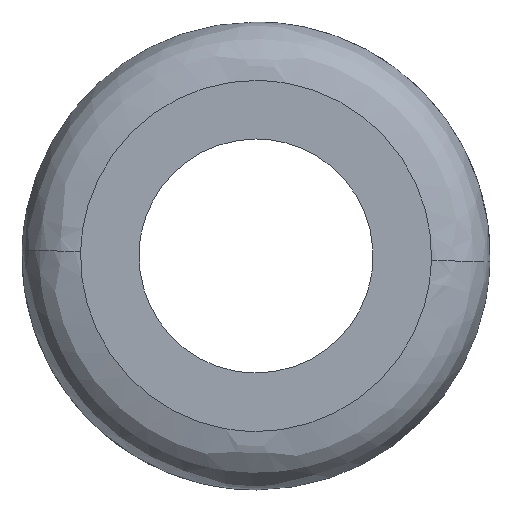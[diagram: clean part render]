
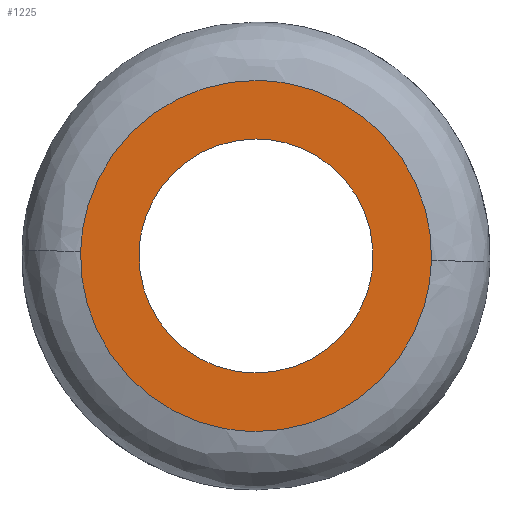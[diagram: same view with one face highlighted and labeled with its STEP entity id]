
A CAD part, front view. The second image highlights one B-rep face of the part: STEP entity #1225.
In plain terms, the highlighted free-form (B-spline) face has degree [1, 1] with [2, 2] control points.
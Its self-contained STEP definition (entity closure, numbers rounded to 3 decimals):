
#703=CARTESIAN_POINT('',(7.944,0.,-0.944));
#704=VERTEX_POINT('',#703);
#710=CARTESIAN_POINT('',(0.0,0.,8.0));
#711=VERTEX_POINT('',#710);
#712=CARTESIAN_POINT('',(7.944,0.,-0.944));
#713=CARTESIAN_POINT('',(8.0,0.,-0.474));
#714=CARTESIAN_POINT('',(8.0,0.,0.));
#715=CARTESIAN_POINT('',(8.0,0.,8.0));
#716=CARTESIAN_POINT('',(0.0,0.,8.0));
#724=(BOUNDED_CURVE()B_SPLINE_CURVE(2,(#712,#713,#714,#715,#716),.UNSPECIFIED.,.F.,.U.)B_SPLINE_CURVE_WITH_KNOTS((3,2,3),(0.23,0.25,0.5),.UNSPECIFIED.)CURVE()GEOMETRIC_REPRESENTATION_ITEM()RATIONAL_B_SPLINE_CURVE((0.956,0.976,1.0,0.707,1.0))REPRESENTATION_ITEM(''));
#725=EDGE_CURVE('',#704,#711,#724,.T.);
#727=CARTESIAN_POINT('',(-7.985,0.,0.488));
#728=VERTEX_POINT('',#727);
#729=CARTESIAN_POINT('',(0.0,0.,8.0));
#730=CARTESIAN_POINT('',(-7.526,0.,8.0));
#731=CARTESIAN_POINT('',(-7.985,0.,0.488));
#739=(BOUNDED_CURVE()B_SPLINE_CURVE(2,(#729,#730,#731),.UNSPECIFIED.,.F.,.U.)B_SPLINE_CURVE_WITH_KNOTS((3,3),(0.5,0.739),.UNSPECIFIED.)CURVE()GEOMETRIC_REPRESENTATION_ITEM()RATIONAL_B_SPLINE_CURVE((1.0,0.72,0.976))REPRESENTATION_ITEM(''));
#740=EDGE_CURVE('',#711,#728,#739,.T.);
#814=CARTESIAN_POINT('',(0.0,0.,-8.0));
#815=VERTEX_POINT('',#814);
#816=CARTESIAN_POINT('',(-7.985,0.,0.488));
#817=CARTESIAN_POINT('',(-8.0,0.,0.244));
#818=CARTESIAN_POINT('',(-8.0,0.,0.));
#819=CARTESIAN_POINT('',(-8.0,0.,-8.0));
#820=CARTESIAN_POINT('',(0.0,0.,-8.0));
#828=(BOUNDED_CURVE()B_SPLINE_CURVE(2,(#816,#817,#818,#819,#820),.UNSPECIFIED.,.F.,.U.)B_SPLINE_CURVE_WITH_KNOTS((3,2,3),(0.739,0.75,1.0),.UNSPECIFIED.)CURVE()GEOMETRIC_REPRESENTATION_ITEM()RATIONAL_B_SPLINE_CURVE((0.976,0.988,1.0,0.707,1.0))REPRESENTATION_ITEM(''));
#829=EDGE_CURVE('',#728,#815,#828,.T.);
#831=CARTESIAN_POINT('',(0.0,0.,-8.0));
#832=CARTESIAN_POINT('',(7.105,0.,-8.0));
#833=CARTESIAN_POINT('',(7.944,0.,-0.944));
#841=(BOUNDED_CURVE()B_SPLINE_CURVE(2,(#831,#832,#833),.UNSPECIFIED.,.F.,.U.)B_SPLINE_CURVE_WITH_KNOTS((3,3),(0.0,0.23),.UNSPECIFIED.)CURVE()GEOMETRIC_REPRESENTATION_ITEM()RATIONAL_B_SPLINE_CURVE((1.0,0.731,0.956))REPRESENTATION_ITEM(''));
#842=EDGE_CURVE('',#815,#704,#841,.T.);
#874=CARTESIAN_POINT('',(11.996,0.,-0.302));
#875=VERTEX_POINT('',#874);
#889=CARTESIAN_POINT('',(0.0,0.,-12.0));
#890=VERTEX_POINT('',#889);
#891=CARTESIAN_POINT('',(0.0,0.,-12.0));
#892=CARTESIAN_POINT('',(11.702,0.,-12.));
#893=CARTESIAN_POINT('',(11.996,0.,-0.302));
#901=(BOUNDED_CURVE()B_SPLINE_CURVE(2,(#891,#892,#893),.UNSPECIFIED.,.F.,.U.)B_SPLINE_CURVE_WITH_KNOTS((3,3),(0.0,0.246),.UNSPECIFIED.)CURVE()GEOMETRIC_REPRESENTATION_ITEM()RATIONAL_B_SPLINE_CURVE((1.0,0.712,0.99))REPRESENTATION_ITEM(''));
#902=EDGE_CURVE('',#890,#875,#901,.T.);
#904=CARTESIAN_POINT('',(-11.996,0.,0.302));
#905=VERTEX_POINT('',#904);
#906=CARTESIAN_POINT('',(-11.996,0.,0.302));
#907=CARTESIAN_POINT('',(-12.,0.,0.151));
#908=CARTESIAN_POINT('',(-12.0,0.,0.));
#909=CARTESIAN_POINT('',(-12.0,0.,-12.0));
#910=CARTESIAN_POINT('',(0.0,0.,-12.0));
#918=(BOUNDED_CURVE()B_SPLINE_CURVE(2,(#906,#907,#908,#909,#910),.UNSPECIFIED.,.F.,.U.)B_SPLINE_CURVE_WITH_KNOTS((3,2,3),(0.746,0.75,1.0),.UNSPECIFIED.)CURVE()GEOMETRIC_REPRESENTATION_ITEM()RATIONAL_B_SPLINE_CURVE((0.99,0.995,1.0,0.707,1.0))REPRESENTATION_ITEM(''));
#919=EDGE_CURVE('',#905,#890,#918,.T.);
#963=CARTESIAN_POINT('',(0.0,0.,12.0));
#964=VERTEX_POINT('',#963);
#965=CARTESIAN_POINT('',(0.0,0.,12.0));
#966=CARTESIAN_POINT('',(-11.702,0.,12.));
#967=CARTESIAN_POINT('',(-11.996,0.,0.302));
#975=(BOUNDED_CURVE()B_SPLINE_CURVE(2,(#965,#966,#967),.UNSPECIFIED.,.F.,.U.)B_SPLINE_CURVE_WITH_KNOTS((3,3),(0.5,0.746),.UNSPECIFIED.)CURVE()GEOMETRIC_REPRESENTATION_ITEM()RATIONAL_B_SPLINE_CURVE((1.0,0.712,0.99))REPRESENTATION_ITEM(''));
#976=EDGE_CURVE('',#964,#905,#975,.T.);
#978=CARTESIAN_POINT('',(11.996,0.,-0.302));
#979=CARTESIAN_POINT('',(12.,0.,-0.151));
#980=CARTESIAN_POINT('',(12.0,0.,0.));
#981=CARTESIAN_POINT('',(12.0,0.,12.0));
#982=CARTESIAN_POINT('',(0.0,0.,12.0));
#990=(BOUNDED_CURVE()B_SPLINE_CURVE(2,(#978,#979,#980,#981,#982),.UNSPECIFIED.,.F.,.U.)B_SPLINE_CURVE_WITH_KNOTS((3,2,3),(0.246,0.25,0.5),.UNSPECIFIED.)CURVE()GEOMETRIC_REPRESENTATION_ITEM()RATIONAL_B_SPLINE_CURVE((0.99,0.995,1.0,0.707,1.0))REPRESENTATION_ITEM(''));
#991=EDGE_CURVE('',#875,#964,#990,.T.);
#1208=CARTESIAN_POINT('',(-13.195,0.,-13.199));
#1209=CARTESIAN_POINT('',(-13.195,0.,13.199));
#1210=CARTESIAN_POINT('',(13.195,0.,-13.199));
#1211=CARTESIAN_POINT('',(13.195,0.,13.199));
#1212=B_SPLINE_SURFACE_WITH_KNOTS('',1,1,((#1208,#1210),(#1209,#1211)),.UNSPECIFIED.,.F.,.F.,.U.,(2,2),(2,2),(0.0,26.398),(0.0,26.389),.UNSPECIFIED.);
#1213=ORIENTED_EDGE('',*,*,#902,.T.);
#1214=ORIENTED_EDGE('',*,*,#991,.T.);
#1215=ORIENTED_EDGE('',*,*,#976,.T.);
#1216=ORIENTED_EDGE('',*,*,#919,.T.);
#1217=EDGE_LOOP('',(#1213,#1214,#1215,#1216));
#1218=FACE_OUTER_BOUND('',#1217,.T.);
#1219=ORIENTED_EDGE('',*,*,#740,.F.);
#1220=ORIENTED_EDGE('',*,*,#725,.F.);
#1221=ORIENTED_EDGE('',*,*,#842,.F.);
#1222=ORIENTED_EDGE('',*,*,#829,.F.);
#1223=EDGE_LOOP('',(#1219,#1220,#1221,#1222));
#1224=FACE_BOUND('',#1223,.T.);
#1225=ADVANCED_FACE('',(#1218,#1224),#1212,.F.);
